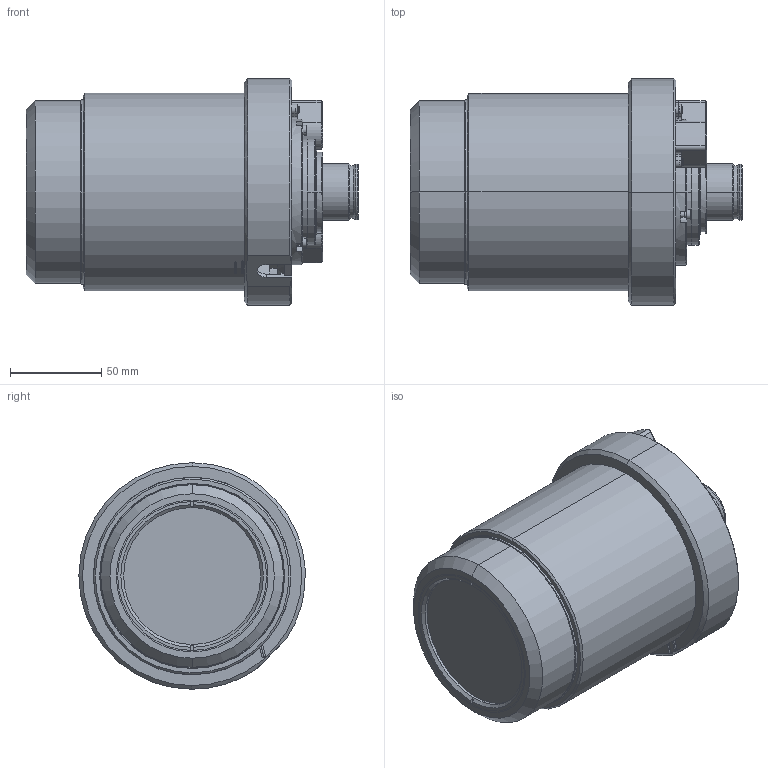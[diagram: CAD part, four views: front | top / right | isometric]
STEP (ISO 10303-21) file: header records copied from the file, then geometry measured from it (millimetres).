
FILE_DESCRIPTION (( 'STEP AP214' ), '1' );
FILE_NAME ('MZMT435X-F.STEP', '2015-08-12T08:41:54', ( '' ), ( '' ), 'SwSTEP 2.0', 'SolidWorks 2013', '' );
FILE_SCHEMA (( 'AUTOMOTIVE_DESIGN' ));
Length unit declared in the file: millimetre
Products named in the file (1): MZMT435X-F
Bounding box: 181.72 x 123.85 x 124 mm (x, y, z)
Surface area: 105144.2 mm2 (no closed solid volume)
Topology: 0 solids, 38 shells, 438 faces, 1369 edges, 971 vertices
Faces by surface type: cylinder 198, plane 168, cone 50, torus 20, sphere 2
Entity records: 20264 total; most frequent: CARTESIAN_POINT 3069, DIRECTION 2808, ORIENTED_EDGE 2174, EDGE_CURVE 1369, AXIS2_PLACEMENT_3D 1064, VERTEX_POINT 971, LINE 680, VECTOR 680
